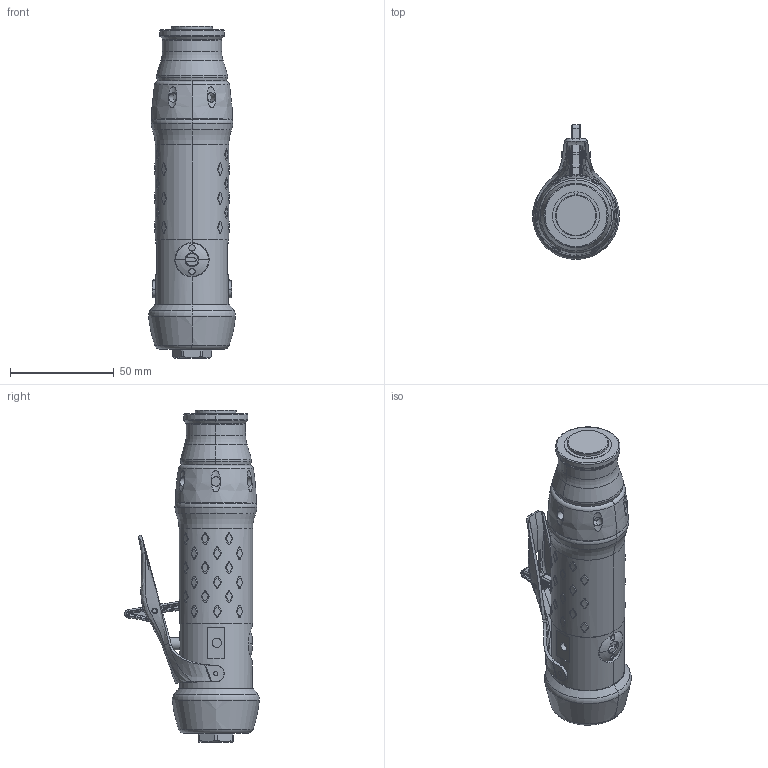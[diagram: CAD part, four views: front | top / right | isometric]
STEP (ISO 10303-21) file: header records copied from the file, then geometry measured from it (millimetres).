
FILE_DESCRIPTION((''),'2;1');
FILE_NAME('EXT_COMP_SW0001','2023-03-07T11:47:58',('INEdipo'),(''),'CREO PARAMETRIC BY PTC INC, 2020281','CREO PARAMETRIC BY PTC INC, 2020281','');
FILE_SCHEMA(('CONFIG_CONTROL_DESIGN'));
Products named in the file (1): EXT_COMP_SW0001
Bounding box: 41.97 x 65.01 x 160.2 mm (x, y, z)
Volume: 153050.8 mm3; surface area: 43166 mm2
Topology: 1 solids, 1 shells, 968 faces, 2542 edges, 1609 vertices
Faces by surface type: plane 286, cone 220, cylinder 165, bspline 151, torus 109, extrusion 24, revolution 9, sphere 4
Entity records: 92930 total; most frequent: CARTESIAN_POINT 71324, ORIENTED_EDGE 5058, DIRECTION 3603, EDGE_CURVE 2529, VERTEX_POINT 1609, AXIS2_PLACEMENT_3D 1426, B_SPLINE_CURVE_WITH_KNOTS 1202, EDGE_LOOP 1050
